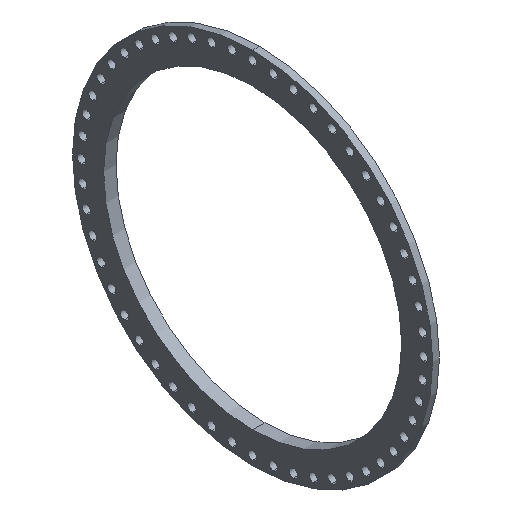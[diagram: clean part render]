
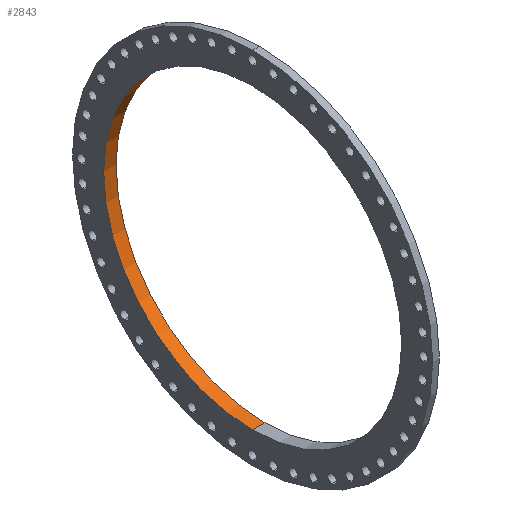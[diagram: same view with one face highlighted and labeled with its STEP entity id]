
A CAD part, isometric view. The second image highlights one B-rep face of the part: STEP entity #2843.
In plain terms, the highlighted cylindrical face has radius 840.581 mm (diameter 1681.16 mm), a partial arc.
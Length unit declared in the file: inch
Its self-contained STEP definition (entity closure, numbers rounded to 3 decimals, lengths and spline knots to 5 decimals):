
#355 = EDGE_CURVE ( 'NONE', #2298, #485, #3574, .T. ) ;
#371 = AXIS2_PLACEMENT_3D ( 'NONE', #1316, #2619, #3586 ) ;
#432 = ORIENTED_EDGE ( 'NONE', *, *, #2254, .F. ) ;
#485 = VERTEX_POINT ( 'NONE', #3667 ) ;
#554 = ORIENTED_EDGE ( 'NONE', *, *, #355, .T. ) ;
#664 = DIRECTION ( 'NONE',  ( -1., 0., 0. ) ) ;
#933 = EDGE_CURVE ( 'NONE', #2035, #2298, #3958, .T. ) ;
#967 = EDGE_CURVE ( 'NONE', #2035, #1658, #2222, .T. ) ;
#983 = AXIS2_PLACEMENT_3D ( 'NONE', #1033, #3977, #2330 ) ;
#1020 = CARTESIAN_POINT ( 'NONE',  ( 0., 0., 33.09375 ) ) ;
#1033 = CARTESIAN_POINT ( 'NONE',  ( 0., 0., 0. ) ) ;
#1035 = DIRECTION ( 'NONE',  ( -1., 0., 0. ) ) ;
#1299 = CYLINDRICAL_SURFACE ( 'NONE', #983, 33.09375 ) ;
#1316 = CARTESIAN_POINT ( 'NONE',  ( 2.61236, 0., 0. ) ) ;
#1448 = CARTESIAN_POINT ( 'NONE',  ( 2.61236, 0., -33.09375 ) ) ;
#1455 = AXIS2_PLACEMENT_3D ( 'NONE', #2637, #2307, #3601 ) ;
#1460 = VECTOR ( 'NONE', #664, 39.37008 ) ;
#1658 = VERTEX_POINT ( 'NONE', #1448 ) ;
#1948 = LINE ( 'NONE', #2716, #3841 ) ;
#2035 = VERTEX_POINT ( 'NONE', #2727 ) ;
#2222 = CIRCLE ( 'NONE', #371, 33.09375 ) ;
#2254 = EDGE_CURVE ( 'NONE', #1658, #485, #1948, .T. ) ;
#2298 = VERTEX_POINT ( 'NONE', #4008 ) ;
#2307 = DIRECTION ( 'NONE',  ( -1., 0., 0. ) ) ;
#2330 = DIRECTION ( 'NONE',  ( 0., 0., 1. ) ) ;
#2619 = DIRECTION ( 'NONE',  ( -1., 0., 0. ) ) ;
#2637 = CARTESIAN_POINT ( 'NONE',  ( -0.13764, 0., 0. ) ) ;
#2716 = CARTESIAN_POINT ( 'NONE',  ( 0., 0., -33.09375 ) ) ;
#2727 = CARTESIAN_POINT ( 'NONE',  ( 2.61236, 0., 33.09375 ) ) ;
#2843 = ADVANCED_FACE ( 'NONE', ( #3563 ), #1299, .F. ) ;
#3215 = EDGE_LOOP ( 'NONE', ( #432, #3352, #3676, #554 ) ) ;
#3352 = ORIENTED_EDGE ( 'NONE', *, *, #967, .F. ) ;
#3563 = FACE_OUTER_BOUND ( 'NONE', #3215, .T. ) ;
#3574 = CIRCLE ( 'NONE', #1455, 33.09375 ) ;
#3586 = DIRECTION ( 'NONE',  ( 0., 0., 1. ) ) ;
#3601 = DIRECTION ( 'NONE',  ( 0., 0., 1. ) ) ;
#3667 = CARTESIAN_POINT ( 'NONE',  ( -0.13764, 0., -33.09375 ) ) ;
#3676 = ORIENTED_EDGE ( 'NONE', *, *, #933, .T. ) ;
#3841 = VECTOR ( 'NONE', #1035, 39.37008 ) ;
#3958 = LINE ( 'NONE', #1020, #1460 ) ;
#3977 = DIRECTION ( 'NONE',  ( -1., 0., 0. ) ) ;
#4008 = CARTESIAN_POINT ( 'NONE',  ( -0.13764, 0., 33.09375 ) ) ;
